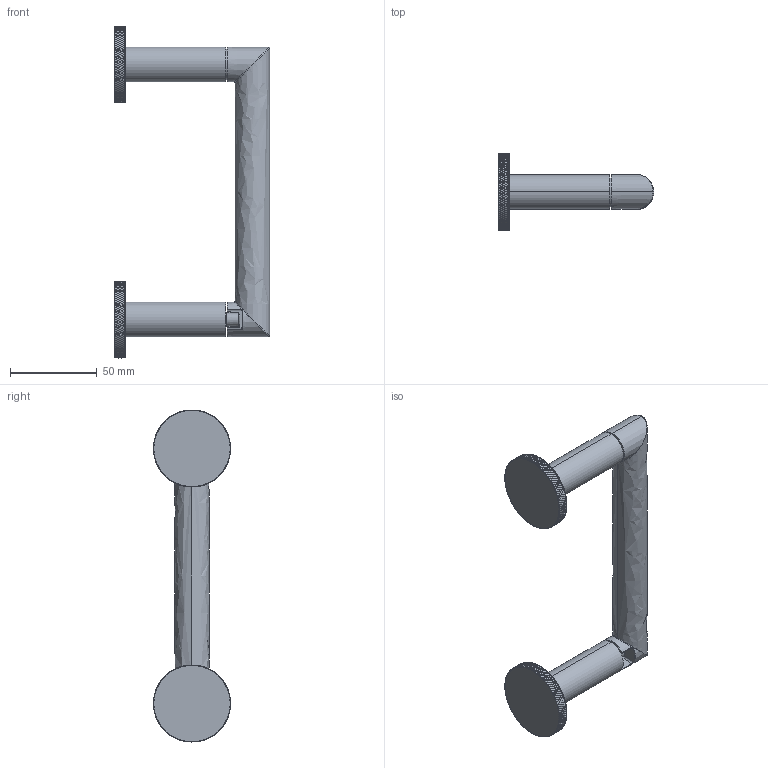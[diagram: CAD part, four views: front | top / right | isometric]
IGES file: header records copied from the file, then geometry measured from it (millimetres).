
Start section:  PTC IGES file: 3290-1500.igs
Global section: file name: 3290-1500.igs; native system: Creo Parametric by PTC Inc.; preprocessor: 2018400; author: jinson.thomas; organization: Unknown; date: 20210921.155753; units: inch
Bounding box: 89.89 x 44.45 x 191.77 mm (x, y, z)
Volume: 111526.3 mm3; surface area: 27382.6 mm2
Topology: 1 solids, 1 shells, 6142 faces, 13478 edges, 7342 vertices
Faces by surface type: bspline 4733, revolution 1409
